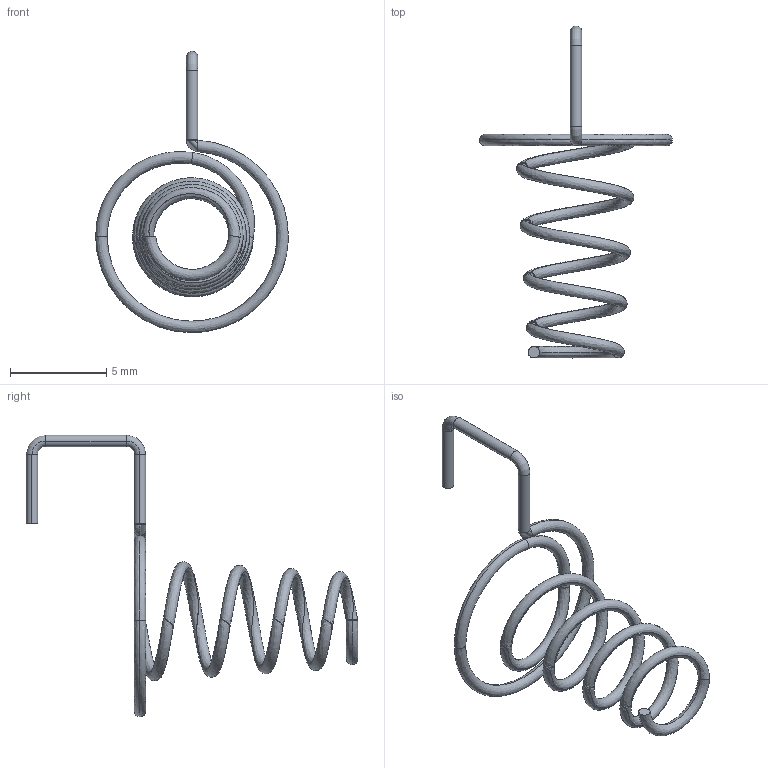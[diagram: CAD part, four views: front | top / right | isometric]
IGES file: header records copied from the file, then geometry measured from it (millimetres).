
Start section: START RECORD GO HERE.
Global section: file name: Terminal-.igs; native system: DASSAULT SYSTEMES CATIA V5 R20 - www.3ds.com; preprocessor: CATIA Version 5 Release 20 SP 4 ; author: yoshiki_kobayashi; organization: ENG_CAD_Note3; date: 20140321.131304; units: millimetre
Bounding box: 10 x 17.2 x 14.6 mm (x, y, z)
Surface area: 225.4 mm2 (no closed solid volume)
Topology: 0 solids, 0 shells, 26 faces, 100 edges, 98 vertices
Faces by surface type: revolution 22, plane 2, bspline 2
